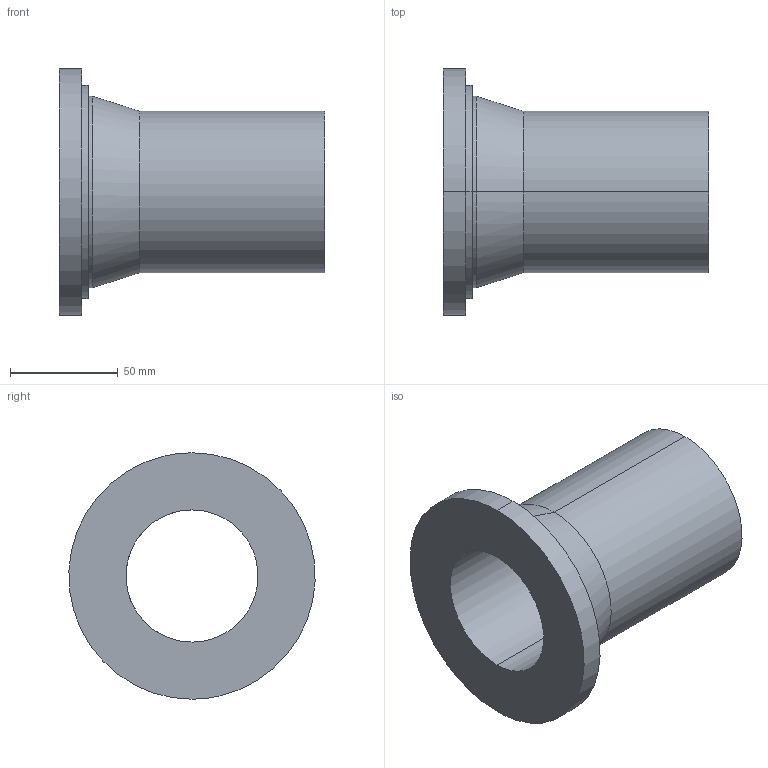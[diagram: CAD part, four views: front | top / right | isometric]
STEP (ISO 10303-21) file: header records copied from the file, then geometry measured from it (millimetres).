
FILE_DESCRIPTION(('STEP AP214'),'1');
FILE_NAME('cctmp_F9ECB735-38E9-46F6-B6C1-44C9F4F74233_2022_10_31_13_37_02_0077..stp','2022-10-31T12:37:02',('Praher Valves GmbH'),('CADClick - www.CADClick.com'),'Spatial InterOp 3D',' ','unknown authorization');
FILE_SCHEMA(('AUTOMOTIVE_DESIGN'));
Length unit declared in the file: millimetre
Products named in the file (1): 142670
Bounding box: 123.5 x 114.37 x 114.5 mm (x, y, z)
Volume: 274381 mm3; surface area: 68171 mm2
Topology: 1 solids, 1 shells, 16 faces, 32 edges, 20 vertices
Faces by surface type: bspline 12, plane 4
Entity records: 848 total; most frequent: CARTESIAN_POINT 433, ORIENTED_EDGE 64, EDGE_CURVE 32, DIRECTION 22, EDGE_LOOP 20, VERTEX_POINT 20, B_SPLINE_CURVE_WITH_KNOTS 20, STYLED_ITEM 17
